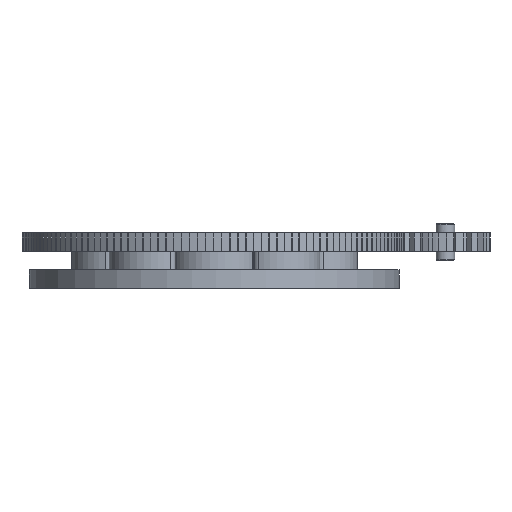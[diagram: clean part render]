
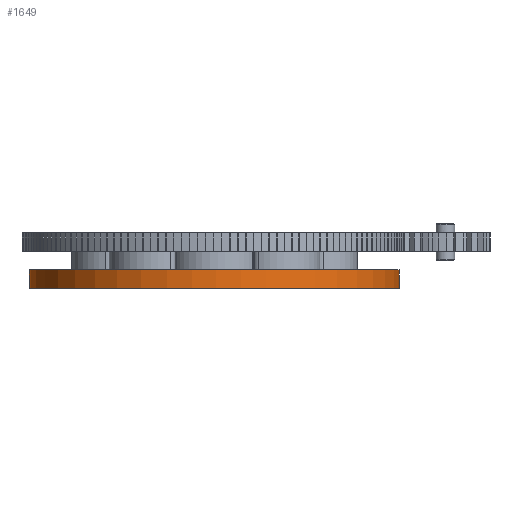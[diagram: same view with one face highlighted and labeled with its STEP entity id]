
A CAD part, front view. The second image highlights one B-rep face of the part: STEP entity #1649.
In plain terms, the highlighted free-form (B-spline) face has degree [2, 1] with [5, 2] control points.
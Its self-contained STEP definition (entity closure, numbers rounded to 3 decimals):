
#882 = VERTEX_POINT('',#883);
#883 = CARTESIAN_POINT('',(2415.122,856.859,
    -525.803));
#884 = VERTEX_POINT('',#885);
#885 = CARTESIAN_POINT('',(1109.996,856.859,
    -525.803));
#893 = EDGE_CURVE('',#882,#894,#896,.T.);
#894 = VERTEX_POINT('',#895);
#895 = CARTESIAN_POINT('',(2415.122,856.859,
    -591.059));
#896 = B_SPLINE_CURVE_WITH_KNOTS('',1,(#897,#898),.UNSPECIFIED.,.F.,.F.,
  (2,2),(-0.,50.),.PIECEWISE_BEZIER_KNOTS.);
#897 = CARTESIAN_POINT('',(2415.122,856.859,
    -525.803));
#898 = CARTESIAN_POINT('',(2415.122,856.859,
    -591.059));
#901 = VERTEX_POINT('',#902);
#902 = CARTESIAN_POINT('',(1109.996,856.859,
    -591.059));
#910 = EDGE_CURVE('',#884,#901,#911,.T.);
#911 = B_SPLINE_CURVE_WITH_KNOTS('',1,(#912,#913),.UNSPECIFIED.,.F.,.F.,
  (2,2),(-0.,50.),.PIECEWISE_BEZIER_KNOTS.);
#912 = CARTESIAN_POINT('',(1109.996,856.859,
    -525.803));
#913 = CARTESIAN_POINT('',(1109.996,856.859,
    -591.059));
#929 = EDGE_CURVE('',#884,#882,#930,.T.);
#930 = ( BOUNDED_CURVE() B_SPLINE_CURVE(2,(#931,#932,#933,#934,#935),
.UNSPECIFIED.,.F.,.F.) B_SPLINE_CURVE_WITH_KNOTS((3,2,3),(3.142,
4.712,6.283),.PIECEWISE_BEZIER_KNOTS.) CURVE() 
GEOMETRIC_REPRESENTATION_ITEM() RATIONAL_B_SPLINE_CURVE((1.,
0.707,1.,0.707,1.)) REPRESENTATION_ITEM('') );
#931 = CARTESIAN_POINT('',(1109.996,856.859,
    -525.803));
#932 = CARTESIAN_POINT('',(1109.996,204.295,
    -525.803));
#933 = CARTESIAN_POINT('',(1762.559,204.295,
    -525.803));
#934 = CARTESIAN_POINT('',(2415.122,204.295,
    -525.803));
#935 = CARTESIAN_POINT('',(2415.122,856.859,
    -525.803));
#1458 = EDGE_CURVE('',#901,#894,#1459,.T.);
#1459 = ( BOUNDED_CURVE() B_SPLINE_CURVE(2,(#1460,#1461,#1462,#1463,
#1464),.UNSPECIFIED.,.F.,.F.) B_SPLINE_CURVE_WITH_KNOTS((3,2,3),(
    3.142,4.712,6.283),
.PIECEWISE_BEZIER_KNOTS.) CURVE() GEOMETRIC_REPRESENTATION_ITEM() 
RATIONAL_B_SPLINE_CURVE((1.,0.707,1.,0.707,1.)) 
REPRESENTATION_ITEM('') );
#1460 = CARTESIAN_POINT('',(1109.996,856.859,
    -591.059));
#1461 = CARTESIAN_POINT('',(1109.996,204.295,
    -591.059));
#1462 = CARTESIAN_POINT('',(1762.559,204.295,
    -591.059));
#1463 = CARTESIAN_POINT('',(2415.122,204.295,
    -591.059));
#1464 = CARTESIAN_POINT('',(2415.122,856.859,
    -591.059));
#1649 = ADVANCED_FACE('',(#1650),#1656,.T.);
#1650 = FACE_BOUND('',#1651,.T.);
#1651 = EDGE_LOOP('',(#1652,#1653,#1654,#1655));
#1652 = ORIENTED_EDGE('',*,*,#893,.F.);
#1653 = ORIENTED_EDGE('',*,*,#929,.F.);
#1654 = ORIENTED_EDGE('',*,*,#910,.T.);
#1655 = ORIENTED_EDGE('',*,*,#1458,.T.);
#1656 = ( BOUNDED_SURFACE() B_SPLINE_SURFACE(2,1,(
    (#1657,#1658)
    ,(#1659,#1660)
    ,(#1661,#1662)
    ,(#1663,#1664)
    ,(#1665,#1666
)),.UNSPECIFIED.,.F.,.F.,.F.) B_SPLINE_SURFACE_WITH_KNOTS((3,2,3),(2,2),
  (3.142,4.712,6.283),(0.,50.),
.PIECEWISE_BEZIER_KNOTS.) GEOMETRIC_REPRESENTATION_ITEM() 
RATIONAL_B_SPLINE_SURFACE((
    (1.,1.)
    ,(0.707,0.707)
    ,(1.,1.)
    ,(0.707,0.707)
,(1.,1.))) REPRESENTATION_ITEM('') SURFACE() );
#1657 = CARTESIAN_POINT('',(2415.122,856.859,
    -525.803));
#1658 = CARTESIAN_POINT('',(2415.122,856.859,
    -591.059));
#1659 = CARTESIAN_POINT('',(2415.122,204.295,
    -525.803));
#1660 = CARTESIAN_POINT('',(2415.122,204.295,
    -591.059));
#1661 = CARTESIAN_POINT('',(1762.559,204.295,
    -525.803));
#1662 = CARTESIAN_POINT('',(1762.559,204.295,
    -591.059));
#1663 = CARTESIAN_POINT('',(1109.996,204.295,
    -525.803));
#1664 = CARTESIAN_POINT('',(1109.996,204.295,
    -591.059));
#1665 = CARTESIAN_POINT('',(1109.996,856.859,
    -525.803));
#1666 = CARTESIAN_POINT('',(1109.996,856.859,
    -591.059));
